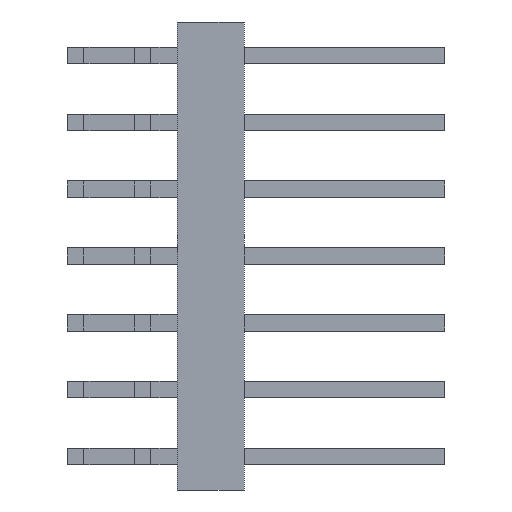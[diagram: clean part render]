
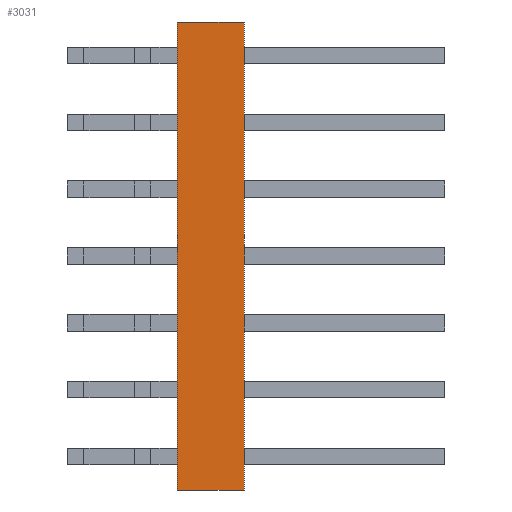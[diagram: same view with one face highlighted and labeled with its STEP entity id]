
A CAD part, front view. The second image highlights one B-rep face of the part: STEP entity #3031.
In plain terms, the highlighted planar face has unit normal (0, -1, 0).
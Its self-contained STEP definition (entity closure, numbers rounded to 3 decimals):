
#24 = VERTEX_POINT('',#25);
#25 = CARTESIAN_POINT('',(3.05,0.,-1.005));
#31 = EDGE_CURVE('',#24,#32,#34,.T.);
#32 = VERTEX_POINT('',#33);
#33 = CARTESIAN_POINT('',(5.05,0.,-1.005));
#34 = LINE('',#35,#36);
#35 = CARTESIAN_POINT('',(3.05,0.,-1.005));
#36 = VECTOR('',#37,1.);
#37 = DIRECTION('',(1.,0.,0.));
#62 = EDGE_CURVE('',#24,#63,#65,.T.);
#63 = VERTEX_POINT('',#64);
#64 = CARTESIAN_POINT('',(3.05,0.,13.005));
#65 = LINE('',#66,#67);
#66 = CARTESIAN_POINT('',(3.05,0.,-1.005));
#67 = VECTOR('',#68,1.);
#68 = DIRECTION('',(0.,0.,1.));
#569 = EDGE_CURVE('',#63,#570,#572,.T.);
#570 = VERTEX_POINT('',#571);
#571 = CARTESIAN_POINT('',(5.05,0.,13.005));
#572 = LINE('',#573,#574);
#573 = CARTESIAN_POINT('',(3.05,0.,13.005));
#574 = VECTOR('',#575,1.);
#575 = DIRECTION('',(1.,0.,0.));
#3031 = ADVANCED_FACE('',(#3032),#3043,.T.);
#3032 = FACE_BOUND('',#3033,.T.);
#3033 = EDGE_LOOP('',(#3034,#3035,#3036,#3042));
#3034 = ORIENTED_EDGE('',*,*,#62,.F.);
#3035 = ORIENTED_EDGE('',*,*,#31,.T.);
#3036 = ORIENTED_EDGE('',*,*,#3037,.T.);
#3037 = EDGE_CURVE('',#32,#570,#3038,.T.);
#3038 = LINE('',#3039,#3040);
#3039 = CARTESIAN_POINT('',(5.05,0.,-1.005));
#3040 = VECTOR('',#3041,1.);
#3041 = DIRECTION('',(0.,0.,1.));
#3042 = ORIENTED_EDGE('',*,*,#569,.F.);
#3043 = PLANE('',#3044);
#3044 = AXIS2_PLACEMENT_3D('',#3045,#3046,#3047);
#3045 = CARTESIAN_POINT('',(4.05,0.,6.));
#3046 = DIRECTION('',(0.,-1.,-0.));
#3047 = DIRECTION('',(-1.,0.,0.));
